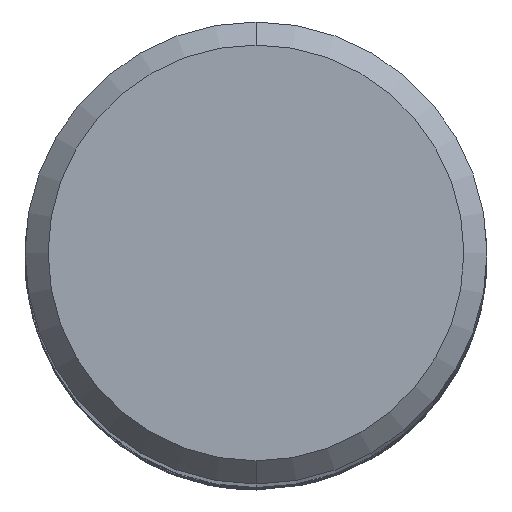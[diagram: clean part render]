
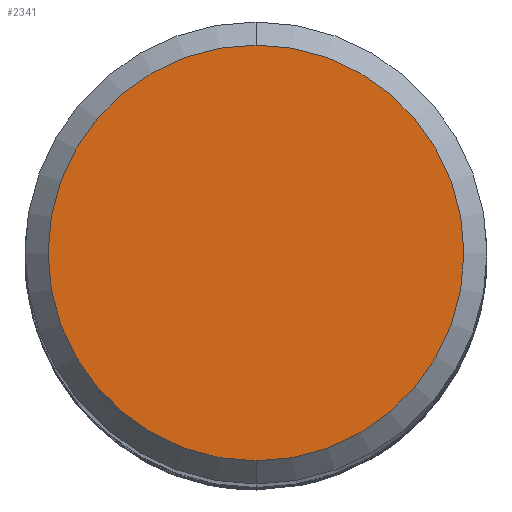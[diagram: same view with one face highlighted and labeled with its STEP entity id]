
A CAD part, top view. The second image highlights one B-rep face of the part: STEP entity #2341.
In plain terms, the highlighted planar face has unit normal (0, 0, 1).
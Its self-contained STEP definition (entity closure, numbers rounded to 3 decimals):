
#1643=EDGE_CURVE('',#2861,#1713,#3794,.T.);
#1713=VERTEX_POINT('',#3872);
#2341=ADVANCED_FACE('',(#4549),#4550,.T.);
#2861=VERTEX_POINT('',#5125);
#2947=EDGE_CURVE('',#1713,#2861,#5218,.T.);
#3794=CIRCLE('',#12547,5.4);
#3872=CARTESIAN_POINT('',(0.0,5.4,0.0));
#4549=FACE_OUTER_BOUND('',#20213,.T.);
#4550=PLANE('',#20214);
#5125=CARTESIAN_POINT('',(0.,-5.4,0.0));
#5218=CIRCLE('',#25963,5.4);
#12547=AXIS2_PLACEMENT_3D('',#27788,#27789,#27790);
#20213=EDGE_LOOP('',(#28499,#28500));
#20214=AXIS2_PLACEMENT_3D('',#28501,#28502,#28503);
#25963=AXIS2_PLACEMENT_3D('',#29304,#29305,#29306);
#27788=CARTESIAN_POINT('',(0.0,0.0,0.0));
#27789=DIRECTION('',(0.0,0.0,-1.0));
#27790=DIRECTION('',(0.0,1.0,0.0));
#28499=ORIENTED_EDGE('',*,*,#2947,.F.);
#28500=ORIENTED_EDGE('',*,*,#1643,.F.);
#28501=CARTESIAN_POINT('',(0.0,2.7,0.0));
#28502=DIRECTION('',(-0.0,0.0,1.0));
#28503=DIRECTION('',(0.0,-1.0,0.0));
#29304=CARTESIAN_POINT('',(0.0,0.0,0.0));
#29305=DIRECTION('',(0.0,0.0,-1.0));
#29306=DIRECTION('',(0.0,1.0,0.0));
